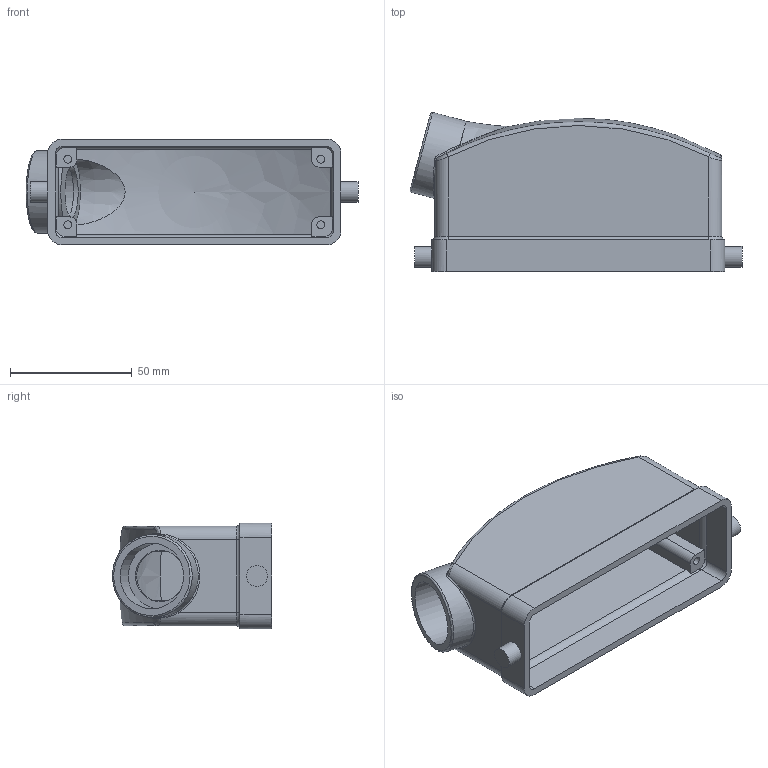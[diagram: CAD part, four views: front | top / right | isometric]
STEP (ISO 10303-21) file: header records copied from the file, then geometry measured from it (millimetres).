
FILE_DESCRIPTION (( 'STEP AP214' ), '1' );
FILE_NAME ('ZP-MC24B-2-SSE21M.STEP', '2011-11-21T13:37:16', ( '.adc' ), ( '' ), 'SwSTEP 2.0', 'SolidWorks 2011', '' );
FILE_SCHEMA (( 'AUTOMOTIVE_DESIGN' ));
Length unit declared in the file: millimetre
Products named in the file (1): ZP-MC24B-2-SSE21M
Bounding box: 136.44 x 65.42 x 43.5 mm (x, y, z)
Volume: 72446.2 mm3; surface area: 45220.2 mm2
Topology: 3 solids, 3 shells, 110 faces, 280 edges, 179 vertices
Faces by surface type: plane 46, cylinder 34, torus 12, bspline 12, sphere 4, cone 2
Full cylindrical faces by diameter (mm): 3.3 x4, 8.6 x2, 21 x1, 27 x1, 34 x1
Entity records: 5382 total; most frequent: CARTESIAN_POINT 1775, ORIENTED_EDGE 524, DIRECTION 498, EDGE_CURVE 262, AXIS2_PLACEMENT_3D 207, VERTEX_POINT 173, EDGE_LOOP 127, FACE_OUTER_BOUND 120
